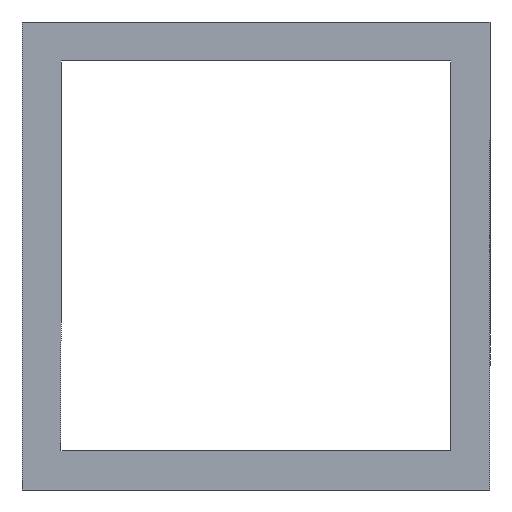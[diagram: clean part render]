
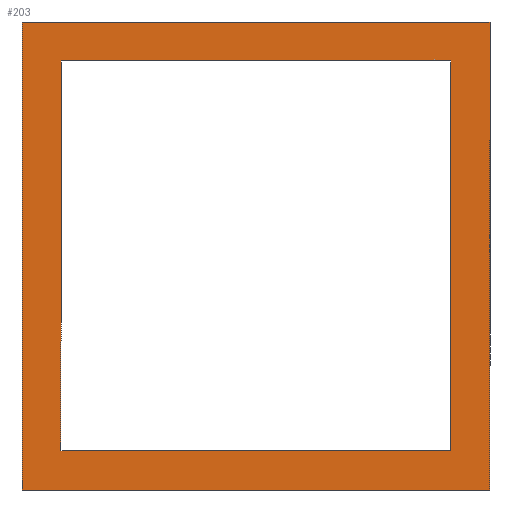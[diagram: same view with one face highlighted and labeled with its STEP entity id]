
A CAD part, front view. The second image highlights one B-rep face of the part: STEP entity #203.
In plain terms, the highlighted planar face has unit normal (0, -1, 0).
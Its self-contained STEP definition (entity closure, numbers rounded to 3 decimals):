
#3 = ORIENTED_EDGE ( 'NONE', *, *, #448, .F. ) ;
#12 = LINE ( 'NONE', #617, #442 ) ;
#25 = CARTESIAN_POINT ( 'NONE',  ( 30., 0., 0. ) ) ;
#31 = VECTOR ( 'NONE', #77, 1000. ) ;
#35 = FACE_OUTER_BOUND ( 'NONE', #120, .T. ) ;
#51 = VERTEX_POINT ( 'NONE', #615 ) ;
#55 = LINE ( 'NONE', #568, #357 ) ;
#70 = ORIENTED_EDGE ( 'NONE', *, *, #246, .F. ) ;
#77 = DIRECTION ( 'NONE',  ( 0., 0., 1. ) ) ;
#81 = DIRECTION ( 'NONE',  ( -1., 0., 0. ) ) ;
#87 = EDGE_CURVE ( 'NONE', #381, #589, #520, .T. ) ;
#88 = CARTESIAN_POINT ( 'NONE',  ( 2.5, 0., -2.5 ) ) ;
#107 = LINE ( 'NONE', #465, #514 ) ;
#108 = CARTESIAN_POINT ( 'NONE',  ( 27.5, 0., 0. ) ) ;
#117 = CARTESIAN_POINT ( 'NONE',  ( 0., 0., -30. ) ) ;
#118 = EDGE_CURVE ( 'NONE', #129, #450, #107, .T. ) ;
#119 = ORIENTED_EDGE ( 'NONE', *, *, #87, .F. ) ;
#120 = EDGE_LOOP ( 'NONE', ( #369, #3, #119, #70 ) ) ;
#129 = VERTEX_POINT ( 'NONE', #367 ) ;
#132 = DIRECTION ( 'NONE',  ( 0., -1., 0. ) ) ;
#135 = EDGE_CURVE ( 'NONE', #208, #479, #269, .T. ) ;
#153 = CARTESIAN_POINT ( 'NONE',  ( 0., 0., 0. ) ) ;
#157 = ORIENTED_EDGE ( 'NONE', *, *, #218, .T. ) ;
#190 = EDGE_LOOP ( 'NONE', ( #315, #616, #157, #236 ) ) ;
#197 = VECTOR ( 'NONE', #347, 1000. ) ;
#203 = ADVANCED_FACE ( 'NONE', ( #35, #379 ), #299, .T. ) ;
#208 = VERTEX_POINT ( 'NONE', #470 ) ;
#210 = LINE ( 'NONE', #117, #197 ) ;
#217 = VECTOR ( 'NONE', #436, 1000. ) ;
#218 = EDGE_CURVE ( 'NONE', #333, #51, #574, .T. ) ;
#222 = AXIS2_PLACEMENT_3D ( 'NONE', #153, #132, #423 ) ;
#230 = DIRECTION ( 'NONE',  ( 0., 0., 1. ) ) ;
#236 = ORIENTED_EDGE ( 'NONE', *, *, #512, .T. ) ;
#246 = EDGE_CURVE ( 'NONE', #479, #381, #12, .T. ) ;
#269 = LINE ( 'NONE', #319, #31 ) ;
#299 = PLANE ( 'NONE',  #222 ) ;
#315 = ORIENTED_EDGE ( 'NONE', *, *, #118, .T. ) ;
#317 = EDGE_CURVE ( 'NONE', #450, #333, #55, .T. ) ;
#319 = CARTESIAN_POINT ( 'NONE',  ( 0., 0., 0. ) ) ;
#333 = VERTEX_POINT ( 'NONE', #88 ) ;
#347 = DIRECTION ( 'NONE',  ( -1., 0., 0. ) ) ;
#349 = CARTESIAN_POINT ( 'NONE',  ( 2.5, 0., -27.5 ) ) ;
#357 = VECTOR ( 'NONE', #230, 1000. ) ;
#367 = CARTESIAN_POINT ( 'NONE',  ( 27.5, 0., -27.5 ) ) ;
#369 = ORIENTED_EDGE ( 'NONE', *, *, #135, .F. ) ;
#378 = CARTESIAN_POINT ( 'NONE',  ( 0., 0., -2.5 ) ) ;
#379 = FACE_BOUND ( 'NONE', #190, .T. ) ;
#381 = VERTEX_POINT ( 'NONE', #25 ) ;
#388 = LINE ( 'NONE', #108, #217 ) ;
#408 = CARTESIAN_POINT ( 'NONE',  ( 30., 0., -30. ) ) ;
#423 = DIRECTION ( 'NONE',  ( 0., 0., -1. ) ) ;
#436 = DIRECTION ( 'NONE',  ( 0., 0., -1. ) ) ;
#442 = VECTOR ( 'NONE', #490, 1000. ) ;
#448 = EDGE_CURVE ( 'NONE', #589, #208, #210, .T. ) ;
#450 = VERTEX_POINT ( 'NONE', #349 ) ;
#465 = CARTESIAN_POINT ( 'NONE',  ( 0., 0., -27.5 ) ) ;
#470 = CARTESIAN_POINT ( 'NONE',  ( 0., 0., -30. ) ) ;
#479 = VERTEX_POINT ( 'NONE', #538 ) ;
#490 = DIRECTION ( 'NONE',  ( 1., 0., 0. ) ) ;
#512 = EDGE_CURVE ( 'NONE', #51, #129, #388, .T. ) ;
#514 = VECTOR ( 'NONE', #81, 1000. ) ;
#520 = LINE ( 'NONE', #634, #590 ) ;
#538 = CARTESIAN_POINT ( 'NONE',  ( 0., 0., 0. ) ) ;
#562 = DIRECTION ( 'NONE',  ( 1., 0., 0. ) ) ;
#568 = CARTESIAN_POINT ( 'NONE',  ( 2.5, 0., 0. ) ) ;
#574 = LINE ( 'NONE', #378, #592 ) ;
#589 = VERTEX_POINT ( 'NONE', #408 ) ;
#590 = VECTOR ( 'NONE', #597, 1000. ) ;
#592 = VECTOR ( 'NONE', #562, 1000. ) ;
#597 = DIRECTION ( 'NONE',  ( 0., 0., -1. ) ) ;
#615 = CARTESIAN_POINT ( 'NONE',  ( 27.5, 0., -2.5 ) ) ;
#616 = ORIENTED_EDGE ( 'NONE', *, *, #317, .T. ) ;
#617 = CARTESIAN_POINT ( 'NONE',  ( 0., 0., 0. ) ) ;
#634 = CARTESIAN_POINT ( 'NONE',  ( 30., 0., 0. ) ) ;
